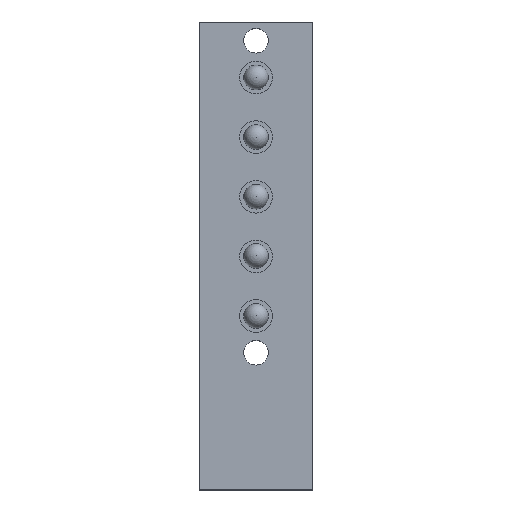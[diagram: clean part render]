
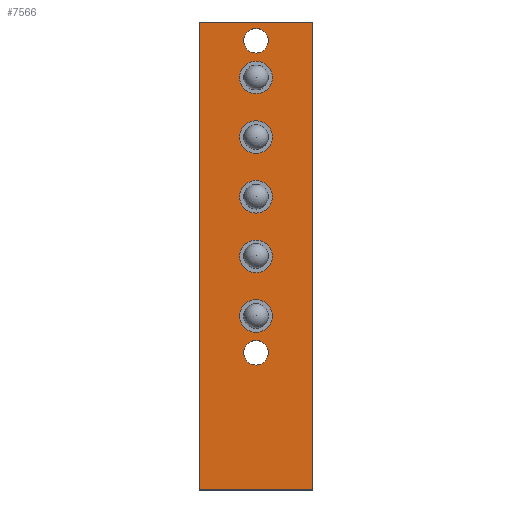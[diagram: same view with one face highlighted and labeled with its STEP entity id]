
A CAD part, top view. The second image highlights one B-rep face of the part: STEP entity #7566.
In plain terms, the highlighted planar face has unit normal (0, 0, 1).
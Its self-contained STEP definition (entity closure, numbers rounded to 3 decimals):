
#54=FACE_BOUND('',#1360,.T.);
#55=FACE_BOUND('',#1361,.T.);
#56=FACE_BOUND('',#1362,.T.);
#57=FACE_BOUND('',#1363,.T.);
#58=FACE_BOUND('',#1364,.T.);
#59=FACE_BOUND('',#1365,.T.);
#60=FACE_BOUND('',#1366,.T.);
#493=CIRCLE('',#8043,1.5);
#494=CIRCLE('',#8044,1.5);
#495=CIRCLE('',#8045,2.);
#496=CIRCLE('',#8046,2.);
#497=CIRCLE('',#8047,2.);
#498=CIRCLE('',#8048,2.);
#499=CIRCLE('',#8049,2.);
#913=FACE_OUTER_BOUND('',#1359,.T.);
#1359=EDGE_LOOP('',(#6729,#6730,#6731,#6732));
#1360=EDGE_LOOP('',(#6733));
#1361=EDGE_LOOP('',(#6734));
#1362=EDGE_LOOP('',(#6735));
#1363=EDGE_LOOP('',(#6736));
#1364=EDGE_LOOP('',(#6737));
#1365=EDGE_LOOP('',(#6738));
#1366=EDGE_LOOP('',(#6739));
#2233=LINE('',#12792,#3088);
#2234=LINE('',#12794,#3089);
#2235=LINE('',#12796,#3090);
#2236=LINE('',#12797,#3091);
#3088=VECTOR('',#9751,10.);
#3089=VECTOR('',#9752,10.);
#3090=VECTOR('',#9753,10.);
#3091=VECTOR('',#9754,10.);
#3746=VERTEX_POINT('',#12790);
#3747=VERTEX_POINT('',#12791);
#3748=VERTEX_POINT('',#12793);
#3749=VERTEX_POINT('',#12795);
#3750=VERTEX_POINT('',#12798);
#3751=VERTEX_POINT('',#12800);
#3752=VERTEX_POINT('',#12802);
#3753=VERTEX_POINT('',#12804);
#3754=VERTEX_POINT('',#12806);
#3755=VERTEX_POINT('',#12808);
#3756=VERTEX_POINT('',#12810);
#4749=EDGE_CURVE('',#3746,#3747,#2233,.T.);
#4750=EDGE_CURVE('',#3748,#3746,#2234,.T.);
#4751=EDGE_CURVE('',#3749,#3748,#2235,.T.);
#4752=EDGE_CURVE('',#3747,#3749,#2236,.T.);
#4753=EDGE_CURVE('',#3750,#3750,#493,.T.);
#4754=EDGE_CURVE('',#3751,#3751,#494,.T.);
#4755=EDGE_CURVE('',#3752,#3752,#495,.T.);
#4756=EDGE_CURVE('',#3753,#3753,#496,.T.);
#4757=EDGE_CURVE('',#3754,#3754,#497,.T.);
#4758=EDGE_CURVE('',#3755,#3755,#498,.T.);
#4759=EDGE_CURVE('',#3756,#3756,#499,.T.);
#6729=ORIENTED_EDGE('',*,*,#4749,.F.);
#6730=ORIENTED_EDGE('',*,*,#4750,.F.);
#6731=ORIENTED_EDGE('',*,*,#4751,.F.);
#6732=ORIENTED_EDGE('',*,*,#4752,.F.);
#6733=ORIENTED_EDGE('',*,*,#4753,.T.);
#6734=ORIENTED_EDGE('',*,*,#4754,.T.);
#6735=ORIENTED_EDGE('',*,*,#4755,.T.);
#6736=ORIENTED_EDGE('',*,*,#4756,.T.);
#6737=ORIENTED_EDGE('',*,*,#4757,.T.);
#6738=ORIENTED_EDGE('',*,*,#4758,.T.);
#6739=ORIENTED_EDGE('',*,*,#4759,.T.);
#7163=PLANE('',#8042);
#7566=ADVANCED_FACE('',(#913,#54,#55,#56,#57,#58,#59,#60),#7163,.T.);
#8042=AXIS2_PLACEMENT_3D('',#12789,#9749,#9750);
#8043=AXIS2_PLACEMENT_3D('',#12799,#9755,#9756);
#8044=AXIS2_PLACEMENT_3D('',#12801,#9757,#9758);
#8045=AXIS2_PLACEMENT_3D('',#12803,#9759,#9760);
#8046=AXIS2_PLACEMENT_3D('',#12805,#9761,#9762);
#8047=AXIS2_PLACEMENT_3D('',#12807,#9763,#9764);
#8048=AXIS2_PLACEMENT_3D('',#12809,#9765,#9766);
#8049=AXIS2_PLACEMENT_3D('',#12811,#9767,#9768);
#9749=DIRECTION('center_axis',(0.,0.,1.));
#9750=DIRECTION('ref_axis',(1.,0.,0.));
#9751=DIRECTION('',(1.,0.,0.));
#9752=DIRECTION('',(0.,1.,0.));
#9753=DIRECTION('',(-1.,0.,0.));
#9754=DIRECTION('',(0.,-1.,0.));
#9755=DIRECTION('center_axis',(0.,0.,-1.));
#9756=DIRECTION('ref_axis',(1.,0.,0.));
#9757=DIRECTION('center_axis',(0.,0.,-1.));
#9758=DIRECTION('ref_axis',(1.,0.,0.));
#9759=DIRECTION('center_axis',(0.,0.,-1.));
#9760=DIRECTION('ref_axis',(1.,0.,0.));
#9761=DIRECTION('center_axis',(0.,0.,-1.));
#9762=DIRECTION('ref_axis',(1.,0.,0.));
#9763=DIRECTION('center_axis',(0.,0.,-1.));
#9764=DIRECTION('ref_axis',(1.,0.,0.));
#9765=DIRECTION('center_axis',(0.,0.,-1.));
#9766=DIRECTION('ref_axis',(1.,0.,0.));
#9767=DIRECTION('center_axis',(0.,0.,-1.));
#9768=DIRECTION('ref_axis',(1.,0.,0.));
#12789=CARTESIAN_POINT('Origin',(0.,0.,0.));
#12790=CARTESIAN_POINT('',(-6.95,28.65,0.));
#12791=CARTESIAN_POINT('',(6.95,28.65,0.));
#12792=CARTESIAN_POINT('',(-6.95,28.65,0.));
#12793=CARTESIAN_POINT('',(-6.95,-28.65,0.));
#12794=CARTESIAN_POINT('',(-6.95,-28.65,0.));
#12795=CARTESIAN_POINT('',(6.95,-28.65,0.));
#12796=CARTESIAN_POINT('',(6.95,-28.65,0.));
#12797=CARTESIAN_POINT('',(6.95,28.65,0.));
#12798=CARTESIAN_POINT('',(-1.5,26.35,0.));
#12799=CARTESIAN_POINT('Origin',(0.,26.35,0.));
#12800=CARTESIAN_POINT('',(-1.5,-11.85,0.));
#12801=CARTESIAN_POINT('Origin',(0.,-11.85,0.));
#12802=CARTESIAN_POINT('',(-2.,21.85,0.));
#12803=CARTESIAN_POINT('Origin',(0.,21.85,0.));
#12804=CARTESIAN_POINT('',(-2.,-7.35,0.));
#12805=CARTESIAN_POINT('Origin',(0.,-7.35,0.));
#12806=CARTESIAN_POINT('',(-2.,14.55,0.));
#12807=CARTESIAN_POINT('Origin',(0.,14.55,0.));
#12808=CARTESIAN_POINT('',(-2.,-0.05,0.));
#12809=CARTESIAN_POINT('Origin',(0.,-0.05,0.));
#12810=CARTESIAN_POINT('',(-2.,7.25,0.));
#12811=CARTESIAN_POINT('Origin',(0.,7.25,0.));
